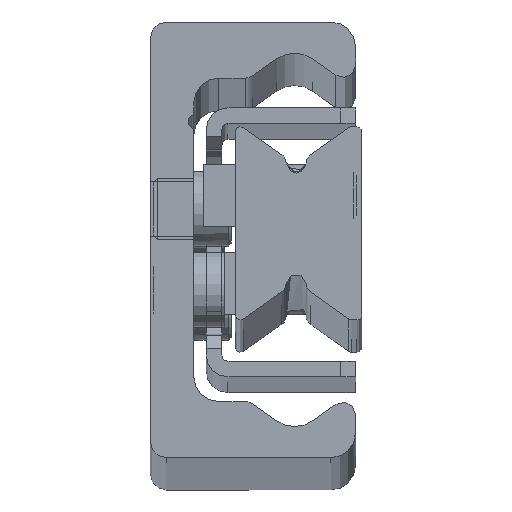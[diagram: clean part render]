
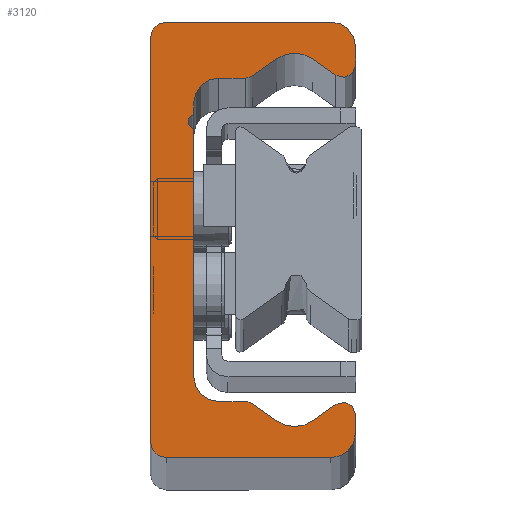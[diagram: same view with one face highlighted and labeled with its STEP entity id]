
A CAD part, top view. The second image highlights one B-rep face of the part: STEP entity #3120.
In plain terms, the highlighted planar face has unit normal (0, 0, 1).
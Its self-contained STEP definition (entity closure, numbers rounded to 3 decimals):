
#2018=CARTESIAN_POINT('',(1.299,0.,1490.0));
#2019=VERTEX_POINT('',#2018);
#2020=CARTESIAN_POINT('',(-0.001,1.3,1490.0));
#2021=VERTEX_POINT('',#2020);
#2022=CARTESIAN_POINT('',(1.299,1.3,1490.0));
#2023=DIRECTION('',(0.0,0.0,-1.0));
#2024=DIRECTION('',(-1.0,0.0,0.0));
#2025=AXIS2_PLACEMENT_3D('',#2022,#2023,#2024);
#2026=CIRCLE('',#2025,1.3);
#2027=EDGE_CURVE('',#2019,#2021,#2026,.T.);
#2060=CARTESIAN_POINT('',(-0.001,33.7,1490.0));
#2061=VERTEX_POINT('',#2060);
#2062=CARTESIAN_POINT('',(-0.001,1.3,1490.0));
#2063=DIRECTION('',(0.0,1.0,0.0));
#2064=VECTOR('',#2063,32.4);
#2065=LINE('',#2062,#2064);
#2066=EDGE_CURVE('',#2021,#2061,#2065,.T.);
#2160=CARTESIAN_POINT('',(1.299,35.0,1490.0));
#2161=VERTEX_POINT('',#2160);
#2162=CARTESIAN_POINT('',(1.299,33.7,1490.0));
#2163=DIRECTION('',(0.0,0.0,-1.0));
#2164=DIRECTION('',(0.0,1.0,0.0));
#2165=AXIS2_PLACEMENT_3D('',#2162,#2163,#2164);
#2166=CIRCLE('',#2165,1.3);
#2167=EDGE_CURVE('',#2061,#2161,#2166,.T.);
#2193=CARTESIAN_POINT('',(14.499,35.0,1490.0));
#2194=VERTEX_POINT('',#2193);
#2195=CARTESIAN_POINT('',(1.299,35.0,1490.0));
#2196=DIRECTION('',(1.0,0.0,0.0));
#2197=VECTOR('',#2196,13.2);
#2198=LINE('',#2195,#2197);
#2199=EDGE_CURVE('',#2161,#2194,#2198,.T.);
#2224=CARTESIAN_POINT('',(16.499,33.0,1490.0));
#2225=VERTEX_POINT('',#2224);
#2226=CARTESIAN_POINT('',(14.499,33.0,1490.0));
#2227=DIRECTION('',(0.0,0.0,-1.0));
#2228=DIRECTION('',(1.0,0.0,0.0));
#2229=AXIS2_PLACEMENT_3D('',#2226,#2227,#2228);
#2230=CIRCLE('',#2229,2.0);
#2231=EDGE_CURVE('',#2194,#2225,#2230,.T.);
#2257=CARTESIAN_POINT('',(16.499,31.542,1490.0));
#2258=VERTEX_POINT('',#2257);
#2259=CARTESIAN_POINT('',(16.499,33.0,1490.0));
#2260=DIRECTION('',(0.0,-1.0,0.0));
#2261=VECTOR('',#2260,1.458);
#2262=LINE('',#2259,#2261);
#2263=EDGE_CURVE('',#2225,#2258,#2262,.T.);
#2288=CARTESIAN_POINT('',(14.926,30.723,1490.0));
#2289=VERTEX_POINT('',#2288);
#2290=CARTESIAN_POINT('',(15.499,31.542,1490.0));
#2291=DIRECTION('',(0.0,0.0,-1.0));
#2292=DIRECTION('',(-0.574,-0.819,0.0));
#2293=AXIS2_PLACEMENT_3D('',#2290,#2291,#2292);
#2294=CIRCLE('',#2293,1.);
#2295=EDGE_CURVE('',#2258,#2289,#2294,.T.);
#2321=CARTESIAN_POINT('',(13.033,32.048,1490.0));
#2322=VERTEX_POINT('',#2321);
#2323=CARTESIAN_POINT('',(14.926,30.723,1490.0));
#2324=DIRECTION('',(-0.819,0.574,0.0));
#2325=VECTOR('',#2324,2.31);
#2326=LINE('',#2323,#2325);
#2327=EDGE_CURVE('',#2289,#2322,#2326,.T.);
#2352=CARTESIAN_POINT('',(10.165,32.048,1490.0));
#2353=VERTEX_POINT('',#2352);
#2354=CARTESIAN_POINT('',(11.599,30.0,1490.0));
#2355=DIRECTION('',(0.0,0.0,1.));
#2356=DIRECTION('',(-0.574,-0.819,0.0));
#2357=AXIS2_PLACEMENT_3D('',#2354,#2355,#2356);
#2358=CIRCLE('',#2357,2.5);
#2359=EDGE_CURVE('',#2322,#2353,#2358,.T.);
#2385=CARTESIAN_POINT('',(8.213,30.681,1490.0));
#2386=VERTEX_POINT('',#2385);
#2387=CARTESIAN_POINT('',(10.165,32.048,1490.0));
#2388=DIRECTION('',(-0.819,-0.574,0.0));
#2389=VECTOR('',#2388,2.383);
#2390=LINE('',#2387,#2389);
#2391=EDGE_CURVE('',#2353,#2386,#2390,.T.);
#2416=CARTESIAN_POINT('',(7.64,30.5,1490.0));
#2417=VERTEX_POINT('',#2416);
#2418=CARTESIAN_POINT('',(7.64,31.5,1490.0));
#2419=DIRECTION('',(0.0,0.0,-1.0));
#2420=DIRECTION('',(0.0,-1.0,0.0));
#2421=AXIS2_PLACEMENT_3D('',#2418,#2419,#2420);
#2422=CIRCLE('',#2421,1.);
#2423=EDGE_CURVE('',#2386,#2417,#2422,.T.);
#2449=CARTESIAN_POINT('',(5.499,30.5,1490.0));
#2450=VERTEX_POINT('',#2449);
#2451=CARTESIAN_POINT('',(7.64,30.5,1490.0));
#2452=DIRECTION('',(-1.0,0.0,0.0));
#2453=VECTOR('',#2452,2.14);
#2454=LINE('',#2451,#2453);
#2455=EDGE_CURVE('',#2417,#2450,#2454,.T.);
#2480=CARTESIAN_POINT('',(3.499,28.5,1490.0));
#2481=VERTEX_POINT('',#2480);
#2482=CARTESIAN_POINT('',(5.499,28.5,1490.0));
#2483=DIRECTION('',(0.0,0.0,1.0));
#2484=DIRECTION('',(0.0,-1.0,0.0));
#2485=AXIS2_PLACEMENT_3D('',#2482,#2483,#2484);
#2486=CIRCLE('',#2485,2.0);
#2487=EDGE_CURVE('',#2450,#2481,#2486,.T.);
#2513=CARTESIAN_POINT('',(3.499,27.671,1490.0));
#2514=VERTEX_POINT('',#2513);
#2515=CARTESIAN_POINT('',(3.499,28.5,1490.0));
#2516=DIRECTION('',(0.0,-1.0,0.0));
#2517=VECTOR('',#2516,0.829);
#2518=LINE('',#2515,#2517);
#2519=EDGE_CURVE('',#2481,#2514,#2518,.T.);
#2544=CARTESIAN_POINT('',(3.357,27.479,1490.0));
#2545=VERTEX_POINT('',#2544);
#2546=CARTESIAN_POINT('',(3.299,27.671,1490.0));
#2547=DIRECTION('',(0.0,0.0,-1.0));
#2548=DIRECTION('',(0.286,-0.958,0.0));
#2549=AXIS2_PLACEMENT_3D('',#2546,#2547,#2548);
#2550=CIRCLE('',#2549,0.2);
#2551=EDGE_CURVE('',#2514,#2545,#2550,.T.);
#2577=CARTESIAN_POINT('',(3.357,26.521,1490.0));
#2578=VERTEX_POINT('',#2577);
#2579=CARTESIAN_POINT('',(3.499,27.0,1490.0));
#2580=DIRECTION('',(0.0,0.0,1.));
#2581=DIRECTION('',(0.286,-0.958,0.0));
#2582=AXIS2_PLACEMENT_3D('',#2579,#2580,#2581);
#2583=CIRCLE('',#2582,0.5);
#2584=EDGE_CURVE('',#2545,#2578,#2583,.T.);
#2610=CARTESIAN_POINT('',(3.499,26.329,1490.0));
#2611=VERTEX_POINT('',#2610);
#2612=CARTESIAN_POINT('',(3.299,26.329,1490.0));
#2613=DIRECTION('',(0.0,0.0,-1.0));
#2614=DIRECTION('',(1.0,0.0,0.0));
#2615=AXIS2_PLACEMENT_3D('',#2612,#2613,#2614);
#2616=CIRCLE('',#2615,0.2);
#2617=EDGE_CURVE('',#2578,#2611,#2616,.T.);
#2643=CARTESIAN_POINT('',(3.499,6.5,1490.0));
#2644=VERTEX_POINT('',#2643);
#2645=CARTESIAN_POINT('',(3.499,26.329,1490.0));
#2646=DIRECTION('',(0.0,-1.0,0.0));
#2647=VECTOR('',#2646,19.829);
#2648=LINE('',#2645,#2647);
#2649=EDGE_CURVE('',#2611,#2644,#2648,.T.);
#2743=CARTESIAN_POINT('',(5.499,4.5,1490.0));
#2744=VERTEX_POINT('',#2743);
#2745=CARTESIAN_POINT('',(5.499,6.5,1490.0));
#2746=DIRECTION('',(0.0,0.0,1.0));
#2747=DIRECTION('',(1.0,0.0,0.0));
#2748=AXIS2_PLACEMENT_3D('',#2745,#2746,#2747);
#2749=CIRCLE('',#2748,2.0);
#2750=EDGE_CURVE('',#2644,#2744,#2749,.T.);
#2776=CARTESIAN_POINT('',(7.64,4.5,1490.0));
#2777=VERTEX_POINT('',#2776);
#2778=CARTESIAN_POINT('',(5.499,4.5,1490.0));
#2779=DIRECTION('',(1.0,0.0,0.0));
#2780=VECTOR('',#2779,2.14);
#2781=LINE('',#2778,#2780);
#2782=EDGE_CURVE('',#2744,#2777,#2781,.T.);
#2807=CARTESIAN_POINT('',(8.213,4.319,1490.0));
#2808=VERTEX_POINT('',#2807);
#2809=CARTESIAN_POINT('',(7.64,3.5,1490.0));
#2810=DIRECTION('',(0.0,0.0,-1.0));
#2811=DIRECTION('',(0.574,0.819,0.0));
#2812=AXIS2_PLACEMENT_3D('',#2809,#2810,#2811);
#2813=CIRCLE('',#2812,1.);
#2814=EDGE_CURVE('',#2777,#2808,#2813,.T.);
#2840=CARTESIAN_POINT('',(10.165,2.952,1490.0));
#2841=VERTEX_POINT('',#2840);
#2842=CARTESIAN_POINT('',(8.213,4.319,1490.0));
#2843=DIRECTION('',(0.819,-0.574,0.0));
#2844=VECTOR('',#2843,2.383);
#2845=LINE('',#2842,#2844);
#2846=EDGE_CURVE('',#2808,#2841,#2845,.T.);
#2871=CARTESIAN_POINT('',(13.033,2.952,1490.0));
#2872=VERTEX_POINT('',#2871);
#2873=CARTESIAN_POINT('',(11.599,5.,1490.0));
#2874=DIRECTION('',(0.0,0.0,1.));
#2875=DIRECTION('',(0.574,0.819,0.0));
#2876=AXIS2_PLACEMENT_3D('',#2873,#2874,#2875);
#2877=CIRCLE('',#2876,2.5);
#2878=EDGE_CURVE('',#2841,#2872,#2877,.T.);
#2904=CARTESIAN_POINT('',(14.926,4.277,1490.0));
#2905=VERTEX_POINT('',#2904);
#2906=CARTESIAN_POINT('',(13.033,2.952,1490.0));
#2907=DIRECTION('',(0.819,0.574,0.0));
#2908=VECTOR('',#2907,2.31);
#2909=LINE('',#2906,#2908);
#2910=EDGE_CURVE('',#2872,#2905,#2909,.T.);
#2935=CARTESIAN_POINT('',(16.499,3.458,1490.0));
#2936=VERTEX_POINT('',#2935);
#2937=CARTESIAN_POINT('',(15.499,3.458,1490.0));
#2938=DIRECTION('',(0.0,0.0,-1.0));
#2939=DIRECTION('',(1.0,0.0,0.0));
#2940=AXIS2_PLACEMENT_3D('',#2937,#2938,#2939);
#2941=CIRCLE('',#2940,1.);
#2942=EDGE_CURVE('',#2905,#2936,#2941,.T.);
#2968=CARTESIAN_POINT('',(16.499,2.,1490.0));
#2969=VERTEX_POINT('',#2968);
#2970=CARTESIAN_POINT('',(16.499,3.458,1490.0));
#2971=DIRECTION('',(0.0,-1.0,0.0));
#2972=VECTOR('',#2971,1.458);
#2973=LINE('',#2970,#2972);
#2974=EDGE_CURVE('',#2936,#2969,#2973,.T.);
#2999=CARTESIAN_POINT('',(14.499,0.,1490.0));
#3000=VERTEX_POINT('',#2999);
#3001=CARTESIAN_POINT('',(14.499,2.,1490.0));
#3002=DIRECTION('',(0.0,0.0,-1.0));
#3003=DIRECTION('',(0.0,-1.0,0.0));
#3004=AXIS2_PLACEMENT_3D('',#3001,#3002,#3003);
#3005=CIRCLE('',#3004,2.0);
#3006=EDGE_CURVE('',#2969,#3000,#3005,.T.);
#3032=CARTESIAN_POINT('',(14.499,0.,1490.0));
#3033=DIRECTION('',(-1.0,0.0,0.0));
#3034=VECTOR('',#3033,13.2);
#3035=LINE('',#3032,#3034);
#3036=EDGE_CURVE('',#3000,#2019,#3035,.T.);
#3085=CARTESIAN_POINT('',(5.933,17.534,1490.0));
#3086=DIRECTION('',(0.0,0.0,1.0));
#3087=DIRECTION('',(1.0,0.0,0.0));
#3088=AXIS2_PLACEMENT_3D('',#3085,#3086,#3087);
#3089=PLANE('',#3088);
#3090=ORIENTED_EDGE('',*,*,#2027,.F.);
#3091=ORIENTED_EDGE('',*,*,#3036,.F.);
#3092=ORIENTED_EDGE('',*,*,#3006,.F.);
#3093=ORIENTED_EDGE('',*,*,#2974,.F.);
#3094=ORIENTED_EDGE('',*,*,#2942,.F.);
#3095=ORIENTED_EDGE('',*,*,#2910,.F.);
#3096=ORIENTED_EDGE('',*,*,#2878,.F.);
#3097=ORIENTED_EDGE('',*,*,#2846,.F.);
#3098=ORIENTED_EDGE('',*,*,#2814,.F.);
#3099=ORIENTED_EDGE('',*,*,#2782,.F.);
#3100=ORIENTED_EDGE('',*,*,#2750,.F.);
#3101=ORIENTED_EDGE('',*,*,#2649,.F.);
#3102=ORIENTED_EDGE('',*,*,#2617,.F.);
#3103=ORIENTED_EDGE('',*,*,#2584,.F.);
#3104=ORIENTED_EDGE('',*,*,#2551,.F.);
#3105=ORIENTED_EDGE('',*,*,#2519,.F.);
#3106=ORIENTED_EDGE('',*,*,#2487,.F.);
#3107=ORIENTED_EDGE('',*,*,#2455,.F.);
#3108=ORIENTED_EDGE('',*,*,#2423,.F.);
#3109=ORIENTED_EDGE('',*,*,#2391,.F.);
#3110=ORIENTED_EDGE('',*,*,#2359,.F.);
#3111=ORIENTED_EDGE('',*,*,#2327,.F.);
#3112=ORIENTED_EDGE('',*,*,#2295,.F.);
#3113=ORIENTED_EDGE('',*,*,#2263,.F.);
#3114=ORIENTED_EDGE('',*,*,#2231,.F.);
#3115=ORIENTED_EDGE('',*,*,#2199,.F.);
#3116=ORIENTED_EDGE('',*,*,#2167,.F.);
#3117=ORIENTED_EDGE('',*,*,#2066,.F.);
#3118=EDGE_LOOP('',(#3090,#3091,#3092,#3093,#3094,#3095,#3096,#3097,#3098,#3099,#3100,#3101,#3102,#3103,#3104,#3105,#3106,#3107,#3108,#3109,#3110,#3111,#3112,#3113,#3114,#3115,#3116,#3117));
#3119=FACE_OUTER_BOUND('',#3118,.T.);
#3120=ADVANCED_FACE('',(#3119),#3089,.T.);
